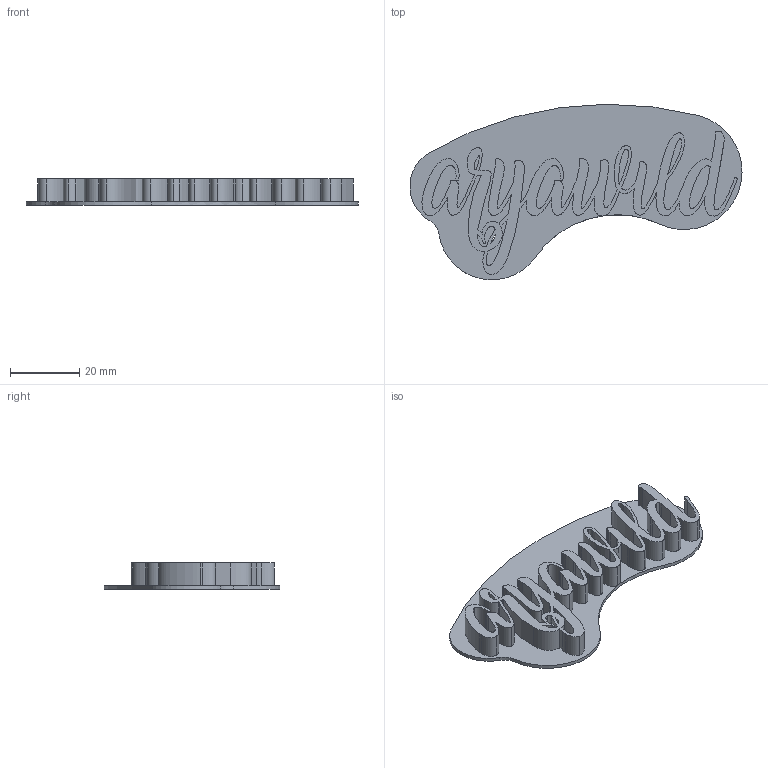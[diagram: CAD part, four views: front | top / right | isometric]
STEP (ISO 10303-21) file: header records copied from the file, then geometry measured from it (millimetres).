
FILE_DESCRIPTION(/* description */ (''),/* implementation_level */ '2;1');
FILE_NAME(/* name */ '4feab869-bfde-4aa4-8b97-42d84b40bcfa.stp',/* time_stamp */ '2016-12-06T19:05:19+01:00',/* author */ (''),/* organization */ (''),/* preprocessor_version */ 'ST-DEVELOPER v16.5',/* originating_system */ 'Autodesk Translation Framework v5.2.0.2920',/* authorisation */ '');
FILE_SCHEMA (('AUTOMOTIVE_DESIGN { 1 0 10303 214 3 1 1 }'));
Length unit declared in the file: millimetre
Products named in the file (1): keychain
Bounding box: 95.6 x 50.53 x 7.6 mm (x, y, z)
Volume: 8894.9 mm3; surface area: 12295 mm2
Topology: 1 solids, 1 shells, 273 faces, 792 edges, 527 vertices
Faces by surface type: bspline 228, plane 35, cylinder 10
Entity records: 9574 total; most frequent: CARTESIAN_POINT 4430, ORIENTED_EDGE 1584, EDGE_CURVE 792, DIRECTION 532, VERTEX_POINT 527, LINE 314, VECTOR 314, EDGE_LOOP 281
